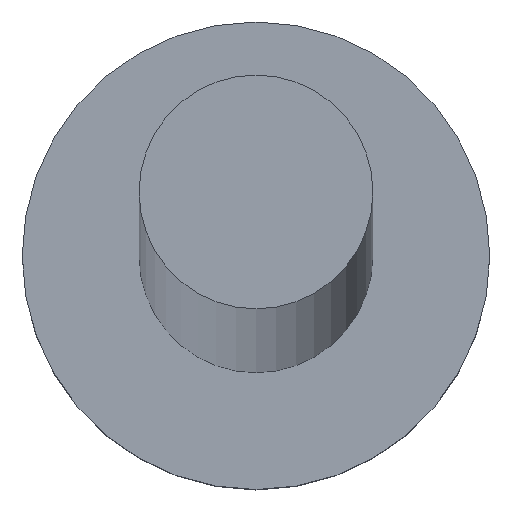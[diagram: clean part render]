
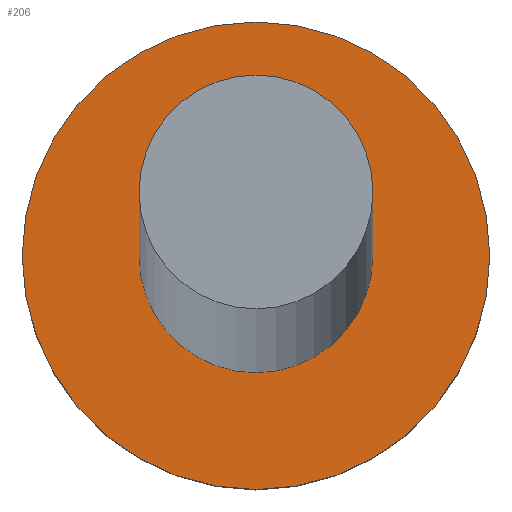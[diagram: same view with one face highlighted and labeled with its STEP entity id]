
A CAD part, top view. The second image highlights one B-rep face of the part: STEP entity #206.
In plain terms, the highlighted planar face has unit normal (0, 0, 1).
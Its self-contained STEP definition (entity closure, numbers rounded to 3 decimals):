
#3 = CIRCLE ( 'NONE', #55, 2. ) ;
#4 = AXIS2_PLACEMENT_3D ( 'NONE', #121, #6, #84 ) ;
#6 = DIRECTION ( 'NONE',  ( 0., 0., 1. ) ) ;
#9 = CARTESIAN_POINT ( 'NONE',  ( 2., 0., 4. ) ) ;
#10 = CARTESIAN_POINT ( 'NONE',  ( 0., 0., 4. ) ) ;
#21 = DIRECTION ( 'NONE',  ( 0., 0., 1. ) ) ;
#25 = EDGE_CURVE ( 'NONE', #52, #220, #141, .T. ) ;
#31 = ORIENTED_EDGE ( 'NONE', *, *, #143, .T. ) ;
#37 = CARTESIAN_POINT ( 'NONE',  ( 0., 0., 4. ) ) ;
#39 = CARTESIAN_POINT ( 'NONE',  ( 4., 0., 4. ) ) ;
#40 = VERTEX_POINT ( 'NONE', #39 ) ;
#42 = AXIS2_PLACEMENT_3D ( 'NONE', #134, #60, #180 ) ;
#45 = CIRCLE ( 'NONE', #140, 4. ) ;
#46 = FACE_OUTER_BOUND ( 'NONE', #194, .T. ) ;
#52 = VERTEX_POINT ( 'NONE', #239 ) ;
#55 = AXIS2_PLACEMENT_3D ( 'NONE', #10, #66, #87 ) ;
#60 = DIRECTION ( 'NONE',  ( 0., 0., 1. ) ) ;
#65 = PLANE ( 'NONE',  #4 ) ;
#66 = DIRECTION ( 'NONE',  ( 0., 0., 1. ) ) ;
#73 = ORIENTED_EDGE ( 'NONE', *, *, #25, .F. ) ;
#84 = DIRECTION ( 'NONE',  ( 1., 0., 0. ) ) ;
#87 = DIRECTION ( 'NONE',  ( 1., 0., 0. ) ) ;
#94 = EDGE_CURVE ( 'NONE', #157, #40, #45, .T. ) ;
#115 = DIRECTION ( 'NONE',  ( 0., 0., 1. ) ) ;
#121 = CARTESIAN_POINT ( 'NONE',  ( 0., 0., 4. ) ) ;
#134 = CARTESIAN_POINT ( 'NONE',  ( 0., 0., 4. ) ) ;
#140 = AXIS2_PLACEMENT_3D ( 'NONE', #213, #21, #181 ) ;
#141 = CIRCLE ( 'NONE', #42, 2. ) ;
#143 = EDGE_CURVE ( 'NONE', #40, #157, #248, .T. ) ;
#157 = VERTEX_POINT ( 'NONE', #254 ) ;
#170 = EDGE_CURVE ( 'NONE', #220, #52, #3, .T. ) ;
#180 = DIRECTION ( 'NONE',  ( 1., 0., 0. ) ) ;
#181 = DIRECTION ( 'NONE',  ( 1., 0., 0. ) ) ;
#185 = FACE_BOUND ( 'NONE', #255, .T. ) ;
#194 = EDGE_LOOP ( 'NONE', ( #210, #31 ) ) ;
#198 = DIRECTION ( 'NONE',  ( 1., 0., 0. ) ) ;
#206 = ADVANCED_FACE ( 'NONE', ( #185, #46 ), #65, .T. ) ;
#210 = ORIENTED_EDGE ( 'NONE', *, *, #94, .T. ) ;
#213 = CARTESIAN_POINT ( 'NONE',  ( 0., 0., 4. ) ) ;
#220 = VERTEX_POINT ( 'NONE', #9 ) ;
#238 = ORIENTED_EDGE ( 'NONE', *, *, #170, .F. ) ;
#239 = CARTESIAN_POINT ( 'NONE',  ( -2., 0., 4. ) ) ;
#244 = AXIS2_PLACEMENT_3D ( 'NONE', #37, #115, #198 ) ;
#248 = CIRCLE ( 'NONE', #244, 4. ) ;
#254 = CARTESIAN_POINT ( 'NONE',  ( -4., 0., 4. ) ) ;
#255 = EDGE_LOOP ( 'NONE', ( #73, #238 ) ) ;
